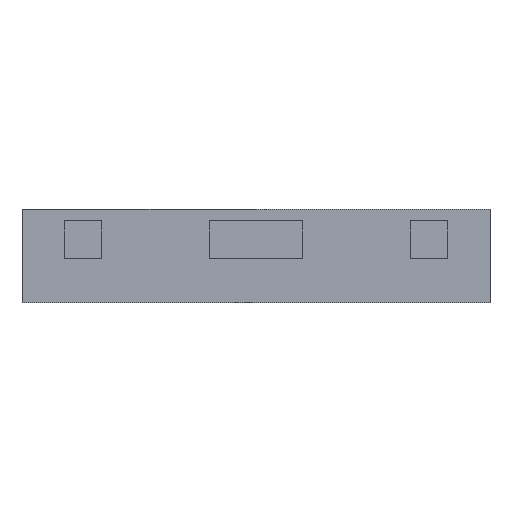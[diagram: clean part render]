
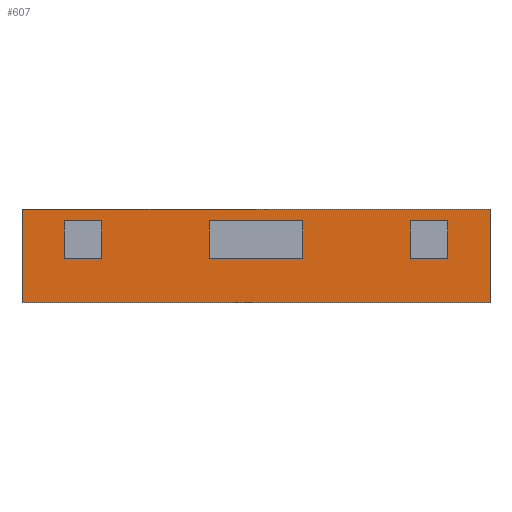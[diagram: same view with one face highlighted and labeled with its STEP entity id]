
A CAD part, top view. The second image highlights one B-rep face of the part: STEP entity #607.
In plain terms, the highlighted planar face has unit normal (0, 0, 1).
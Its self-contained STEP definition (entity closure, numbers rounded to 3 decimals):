
#1 = EDGE_LOOP ( 'NONE', ( #377, #386, #498, #95 ) ) ;
#22 = LINE ( 'NONE', #659, #526 ) ;
#25 = CARTESIAN_POINT ( 'NONE',  ( 100., 175., 22. ) ) ;
#33 = ORIENTED_EDGE ( 'NONE', *, *, #473, .T. ) ;
#45 = FACE_BOUND ( 'NONE', #605, .T. ) ;
#49 = CARTESIAN_POINT ( 'NONE',  ( -100., 100., 22. ) ) ;
#58 = ORIENTED_EDGE ( 'NONE', *, *, #227, .T. ) ;
#59 = PLANE ( 'NONE',  #645 ) ;
#74 = ORIENTED_EDGE ( 'NONE', *, *, #368, .T. ) ;
#75 = EDGE_CURVE ( 'NONE', #87, #320, #214, .T. ) ;
#81 = LINE ( 'NONE', #86, #141 ) ;
#83 = LINE ( 'NONE', #318, #328 ) ;
#85 = CARTESIAN_POINT ( 'NONE',  ( 500., 0., 22. ) ) ;
#86 = CARTESIAN_POINT ( 'NONE',  ( -410., 100., 22. ) ) ;
#87 = VERTEX_POINT ( 'NONE', #420 ) ;
#95 = ORIENTED_EDGE ( 'NONE', *, *, #503, .T. ) ;
#96 = ORIENTED_EDGE ( 'NONE', *, *, #523, .T. ) ;
#104 = VERTEX_POINT ( 'NONE', #172 ) ;
#106 = CARTESIAN_POINT ( 'NONE',  ( 360., 95., 22. ) ) ;
#109 = VERTEX_POINT ( 'NONE', #171 ) ;
#111 = CARTESIAN_POINT ( 'NONE',  ( -360., 200., 22. ) ) ;
#129 = EDGE_CURVE ( 'NONE', #187, #248, #83, .T. ) ;
#132 = VECTOR ( 'NONE', #454, 1000. ) ;
#133 = VECTOR ( 'NONE', #297, 1000. ) ;
#141 = VECTOR ( 'NONE', #439, 1000. ) ;
#146 = LINE ( 'NONE', #111, #456 ) ;
#149 = LINE ( 'NONE', #293, #305 ) ;
#150 = VERTEX_POINT ( 'NONE', #416 ) ;
#154 = DIRECTION ( 'NONE',  ( -1., 0., 0. ) ) ;
#158 = LINE ( 'NONE', #431, #497 ) ;
#159 = CARTESIAN_POINT ( 'NONE',  ( 330., 175., 22. ) ) ;
#168 = VERTEX_POINT ( 'NONE', #472 ) ;
#171 = CARTESIAN_POINT ( 'NONE',  ( -330., 95., 22. ) ) ;
#172 = CARTESIAN_POINT ( 'NONE',  ( -410., 95., 22. ) ) ;
#187 = VERTEX_POINT ( 'NONE', #530 ) ;
#190 = FACE_BOUND ( 'NONE', #304, .T. ) ;
#197 = CARTESIAN_POINT ( 'NONE',  ( 100., 100., 22. ) ) ;
#211 = DIRECTION ( 'NONE',  ( -1., 0., 0. ) ) ;
#214 = LINE ( 'NONE', #324, #354 ) ;
#220 = DIRECTION ( 'NONE',  ( 0., 1., 0. ) ) ;
#222 = VECTOR ( 'NONE', #652, 1000. ) ;
#227 = EDGE_CURVE ( 'NONE', #426, #150, #158, .T. ) ;
#236 = VERTEX_POINT ( 'NONE', #629 ) ;
#238 = ORIENTED_EDGE ( 'NONE', *, *, #478, .T. ) ;
#241 = DIRECTION ( 'NONE',  ( 0., -1., 0. ) ) ;
#245 = ORIENTED_EDGE ( 'NONE', *, *, #662, .T. ) ;
#246 = LINE ( 'NONE', #561, #443 ) ;
#248 = VERTEX_POINT ( 'NONE', #381 ) ;
#260 = LINE ( 'NONE', #604, #133 ) ;
#263 = DIRECTION ( 'NONE',  ( 1., 0., 0. ) ) ;
#271 = DIRECTION ( 'NONE',  ( 1., 0., 0. ) ) ;
#280 = LINE ( 'NONE', #463, #132 ) ;
#287 = DIRECTION ( 'NONE',  ( -1., 0., 0. ) ) ;
#289 = LINE ( 'NONE', #540, #494 ) ;
#293 = CARTESIAN_POINT ( 'NONE',  ( 410., 100., 22. ) ) ;
#297 = DIRECTION ( 'NONE',  ( 1., 0., 0. ) ) ;
#304 = EDGE_LOOP ( 'NONE', ( #422, #452, #469, #74 ) ) ;
#305 = VECTOR ( 'NONE', #485, 1000. ) ;
#312 = VECTOR ( 'NONE', #154, 1000. ) ;
#318 = CARTESIAN_POINT ( 'NONE',  ( -500., 100., 22. ) ) ;
#320 = VERTEX_POINT ( 'NONE', #25 ) ;
#324 = CARTESIAN_POINT ( 'NONE',  ( 0., 175., 22. ) ) ;
#328 = VECTOR ( 'NONE', #370, 1000. ) ;
#340 = VERTEX_POINT ( 'NONE', #341 ) ;
#341 = CARTESIAN_POINT ( 'NONE',  ( 330., 95., 22. ) ) ;
#353 = VECTOR ( 'NONE', #596, 1000. ) ;
#354 = VECTOR ( 'NONE', #271, 1000. ) ;
#355 = DIRECTION ( 'NONE',  ( 0., 1., 0. ) ) ;
#361 = EDGE_CURVE ( 'NONE', #320, #641, #568, .T. ) ;
#364 = DIRECTION ( 'NONE',  ( 0., 0., 1. ) ) ;
#368 = EDGE_CURVE ( 'NONE', #109, #104, #289, .T. ) ;
#370 = DIRECTION ( 'NONE',  ( 0., -1., 0. ) ) ;
#377 = ORIENTED_EDGE ( 'NONE', *, *, #625, .T. ) ;
#379 = FACE_OUTER_BOUND ( 'NONE', #483, .T. ) ;
#381 = CARTESIAN_POINT ( 'NONE',  ( -500., 0., 22. ) ) ;
#383 = EDGE_CURVE ( 'NONE', #535, #168, #149, .T. ) ;
#386 = ORIENTED_EDGE ( 'NONE', *, *, #527, .T. ) ;
#388 = LINE ( 'NONE', #658, #222 ) ;
#416 = CARTESIAN_POINT ( 'NONE',  ( 500., 200., 22. ) ) ;
#420 = CARTESIAN_POINT ( 'NONE',  ( -100., 175., 22. ) ) ;
#422 = ORIENTED_EDGE ( 'NONE', *, *, #427, .T. ) ;
#426 = VERTEX_POINT ( 'NONE', #85 ) ;
#427 = EDGE_CURVE ( 'NONE', #104, #236, #81, .T. ) ;
#428 = DIRECTION ( 'NONE',  ( 0., 1., 0. ) ) ;
#431 = CARTESIAN_POINT ( 'NONE',  ( 500., 100., 22. ) ) ;
#439 = DIRECTION ( 'NONE',  ( 0., 1., 0. ) ) ;
#441 = ORIENTED_EDGE ( 'NONE', *, *, #361, .T. ) ;
#443 = VECTOR ( 'NONE', #220, 1000. ) ;
#445 = LINE ( 'NONE', #49, #516 ) ;
#446 = ORIENTED_EDGE ( 'NONE', *, *, #129, .T. ) ;
#450 = CARTESIAN_POINT ( 'NONE',  ( -100., 95., 22. ) ) ;
#451 = CARTESIAN_POINT ( 'NONE',  ( 410., 175., 22. ) ) ;
#452 = ORIENTED_EDGE ( 'NONE', *, *, #655, .T. ) ;
#454 = DIRECTION ( 'NONE',  ( 1., 0., 0. ) ) ;
#456 = VECTOR ( 'NONE', #211, 1000. ) ;
#463 = CARTESIAN_POINT ( 'NONE',  ( -360., 175., 22. ) ) ;
#469 = ORIENTED_EDGE ( 'NONE', *, *, #575, .F. ) ;
#472 = CARTESIAN_POINT ( 'NONE',  ( 410., 95., 22. ) ) ;
#473 = EDGE_CURVE ( 'NONE', #641, #496, #22, .T. ) ;
#478 = EDGE_CURVE ( 'NONE', #496, #87, #445, .T. ) ;
#479 = VERTEX_POINT ( 'NONE', #657 ) ;
#483 = EDGE_LOOP ( 'NONE', ( #446, #96, #58, #245 ) ) ;
#485 = DIRECTION ( 'NONE',  ( 0., -1., 0. ) ) ;
#494 = VECTOR ( 'NONE', #287, 1000. ) ;
#496 = VERTEX_POINT ( 'NONE', #450 ) ;
#497 = VECTOR ( 'NONE', #428, 1000. ) ;
#498 = ORIENTED_EDGE ( 'NONE', *, *, #383, .T. ) ;
#503 = EDGE_CURVE ( 'NONE', #168, #340, #584, .T. ) ;
#516 = VECTOR ( 'NONE', #355, 1000. ) ;
#523 = EDGE_CURVE ( 'NONE', #248, #426, #660, .T. ) ;
#526 = VECTOR ( 'NONE', #551, 1000. ) ;
#527 = EDGE_CURVE ( 'NONE', #543, #535, #260, .T. ) ;
#530 = CARTESIAN_POINT ( 'NONE',  ( -500., 200., 22. ) ) ;
#535 = VERTEX_POINT ( 'NONE', #451 ) ;
#540 = CARTESIAN_POINT ( 'NONE',  ( -360., 95., 22. ) ) ;
#543 = VERTEX_POINT ( 'NONE', #159 ) ;
#546 = FACE_BOUND ( 'NONE', #1, .T. ) ;
#550 = CARTESIAN_POINT ( 'NONE',  ( -360., 0., 22. ) ) ;
#551 = DIRECTION ( 'NONE',  ( -1., 0., 0. ) ) ;
#556 = CARTESIAN_POINT ( 'NONE',  ( -500.01, -0.01, 22. ) ) ;
#561 = CARTESIAN_POINT ( 'NONE',  ( 330., 100., 22. ) ) ;
#564 = CARTESIAN_POINT ( 'NONE',  ( 100., 95., 22. ) ) ;
#568 = LINE ( 'NONE', #197, #634 ) ;
#575 = EDGE_CURVE ( 'NONE', #109, #479, #388, .T. ) ;
#584 = LINE ( 'NONE', #106, #312 ) ;
#596 = DIRECTION ( 'NONE',  ( 1., 0., 0. ) ) ;
#604 = CARTESIAN_POINT ( 'NONE',  ( 360., 175., 22. ) ) ;
#605 = EDGE_LOOP ( 'NONE', ( #238, #643, #441, #33 ) ) ;
#607 = ADVANCED_FACE ( 'NONE', ( #190, #379, #45, #546 ), #59, .T. ) ;
#625 = EDGE_CURVE ( 'NONE', #340, #543, #246, .T. ) ;
#629 = CARTESIAN_POINT ( 'NONE',  ( -410., 175., 22. ) ) ;
#634 = VECTOR ( 'NONE', #241, 1000. ) ;
#641 = VERTEX_POINT ( 'NONE', #564 ) ;
#643 = ORIENTED_EDGE ( 'NONE', *, *, #75, .T. ) ;
#645 = AXIS2_PLACEMENT_3D ( 'NONE', #556, #364, #263 ) ;
#652 = DIRECTION ( 'NONE',  ( 0., 1., 0. ) ) ;
#655 = EDGE_CURVE ( 'NONE', #236, #479, #280, .T. ) ;
#657 = CARTESIAN_POINT ( 'NONE',  ( -330., 175., 22. ) ) ;
#658 = CARTESIAN_POINT ( 'NONE',  ( -330., 135., 22. ) ) ;
#659 = CARTESIAN_POINT ( 'NONE',  ( 0., 95., 22. ) ) ;
#660 = LINE ( 'NONE', #550, #353 ) ;
#662 = EDGE_CURVE ( 'NONE', #150, #187, #146, .T. ) ;
